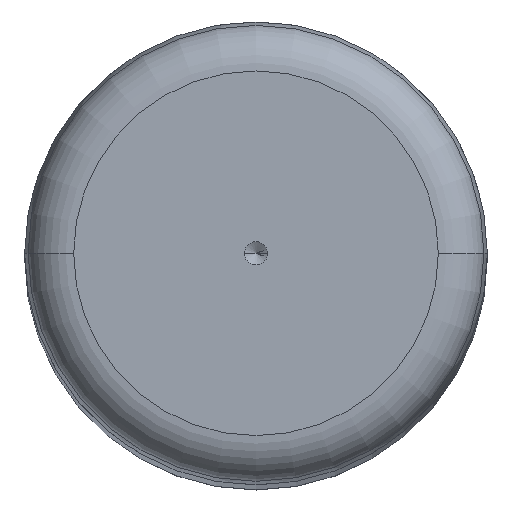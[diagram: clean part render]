
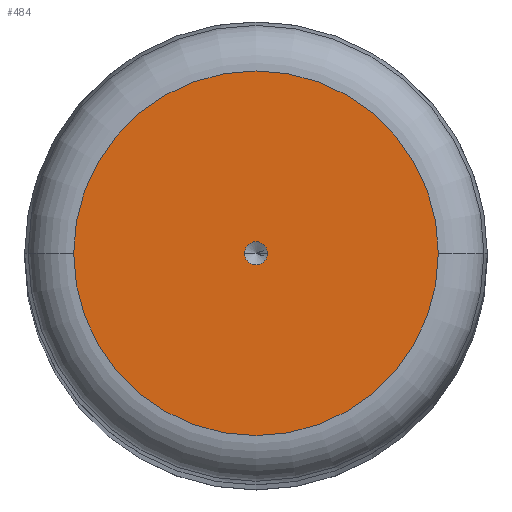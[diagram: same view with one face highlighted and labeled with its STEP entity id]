
A CAD part, top view. The second image highlights one B-rep face of the part: STEP entity #484.
In plain terms, the highlighted planar face has unit normal (0, 0, 1).
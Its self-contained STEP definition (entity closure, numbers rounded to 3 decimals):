
#11 = DIRECTION ( 'NONE',  ( 0., 0., 1. ) ) ;
#18 = CARTESIAN_POINT ( 'NONE',  ( 0., 0., 400. ) ) ;
#55 = EDGE_CURVE ( 'NONE', #644, #408, #463, .T. ) ;
#78 = AXIS2_PLACEMENT_3D ( 'NONE', #291, #340, #184 ) ;
#95 = CIRCLE ( 'NONE', #113, 23.642 ) ;
#96 = CARTESIAN_POINT ( 'NONE',  ( -1.5, 0., 400. ) ) ;
#105 = VERTEX_POINT ( 'NONE', #203 ) ;
#107 = DIRECTION ( 'NONE',  ( 1., 0., 0. ) ) ;
#111 = ORIENTED_EDGE ( 'NONE', *, *, #266, .T. ) ;
#113 = AXIS2_PLACEMENT_3D ( 'NONE', #18, #168, #638 ) ;
#121 = CARTESIAN_POINT ( 'NONE',  ( 1.5, 0., 400. ) ) ;
#168 = DIRECTION ( 'NONE',  ( 0., 0., 1. ) ) ;
#184 = DIRECTION ( 'NONE',  ( 1., 0., 0. ) ) ;
#203 = CARTESIAN_POINT ( 'NONE',  ( -23.642, 0., 400. ) ) ;
#238 = PLANE ( 'NONE',  #78 ) ;
#266 = EDGE_CURVE ( 'NONE', #105, #554, #316, .T. ) ;
#271 = FACE_OUTER_BOUND ( 'NONE', #331, .T. ) ;
#277 = FACE_BOUND ( 'NONE', #278, .T. ) ;
#278 = EDGE_LOOP ( 'NONE', ( #482, #430 ) ) ;
#283 = AXIS2_PLACEMENT_3D ( 'NONE', #673, #668, #107 ) ;
#291 = CARTESIAN_POINT ( 'NONE',  ( 0., 0., 400. ) ) ;
#312 = EDGE_CURVE ( 'NONE', #408, #644, #632, .T. ) ;
#316 = CIRCLE ( 'NONE', #420, 23.642 ) ;
#331 = EDGE_LOOP ( 'NONE', ( #663, #111 ) ) ;
#334 = CARTESIAN_POINT ( 'NONE',  ( 0., 0., 400. ) ) ;
#340 = DIRECTION ( 'NONE',  ( 0., 0., 1. ) ) ;
#370 = EDGE_CURVE ( 'NONE', #554, #105, #95, .T. ) ;
#380 = DIRECTION ( 'NONE',  ( 1., 0., 0. ) ) ;
#408 = VERTEX_POINT ( 'NONE', #121 ) ;
#420 = AXIS2_PLACEMENT_3D ( 'NONE', #626, #526, #422 ) ;
#422 = DIRECTION ( 'NONE',  ( 1., 0., 0. ) ) ;
#430 = ORIENTED_EDGE ( 'NONE', *, *, #55, .F. ) ;
#463 = CIRCLE ( 'NONE', #283, 1.5 ) ;
#482 = ORIENTED_EDGE ( 'NONE', *, *, #312, .F. ) ;
#484 = ADVANCED_FACE ( 'NONE', ( #277, #271 ), #238, .T. ) ;
#503 = CARTESIAN_POINT ( 'NONE',  ( 23.642, 0., 400. ) ) ;
#526 = DIRECTION ( 'NONE',  ( 0., 0., 1. ) ) ;
#554 = VERTEX_POINT ( 'NONE', #503 ) ;
#567 = AXIS2_PLACEMENT_3D ( 'NONE', #334, #11, #380 ) ;
#626 = CARTESIAN_POINT ( 'NONE',  ( 0., 0., 400. ) ) ;
#632 = CIRCLE ( 'NONE', #567, 1.5 ) ;
#638 = DIRECTION ( 'NONE',  ( 1., 0., 0. ) ) ;
#644 = VERTEX_POINT ( 'NONE', #96 ) ;
#663 = ORIENTED_EDGE ( 'NONE', *, *, #370, .T. ) ;
#668 = DIRECTION ( 'NONE',  ( 0., 0., 1. ) ) ;
#673 = CARTESIAN_POINT ( 'NONE',  ( 0., 0., 400. ) ) ;
